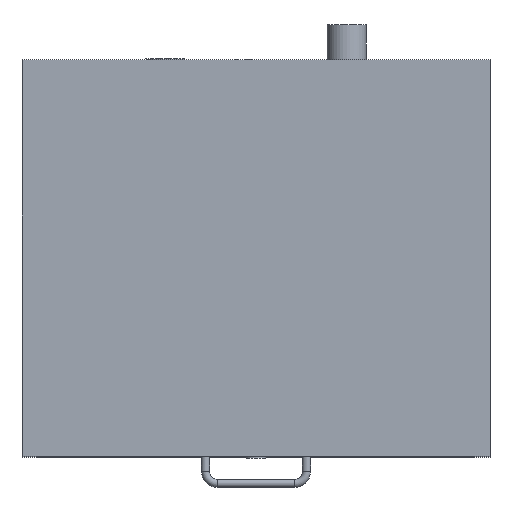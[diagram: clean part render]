
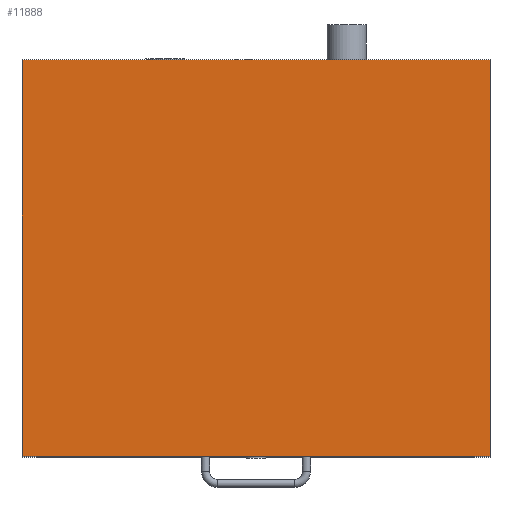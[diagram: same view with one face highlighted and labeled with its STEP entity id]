
A CAD part, top view. The second image highlights one B-rep face of the part: STEP entity #11888.
In plain terms, the highlighted planar face has unit normal (0, 0, 1).
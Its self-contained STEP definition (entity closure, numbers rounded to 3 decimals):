
#1416=FACE_OUTER_BOUND('',#2088,.T.);
#2088=EDGE_LOOP('',(#8386,#8387,#8388,#8389));
#2954=LINE('',#16059,#4210);
#2956=LINE('',#16063,#4212);
#2958=LINE('',#16067,#4214);
#2960=LINE('',#16070,#4216);
#4210=VECTOR('',#13495,10.);
#4212=VECTOR('',#13499,10.);
#4214=VECTOR('',#13503,10.);
#4216=VECTOR('',#13507,10.);
#5430=VERTEX_POINT('',#16056);
#5431=VERTEX_POINT('',#16058);
#5432=VERTEX_POINT('',#16062);
#5433=VERTEX_POINT('',#16066);
#6588=EDGE_CURVE('',#5431,#5430,#2954,.T.);
#6590=EDGE_CURVE('',#5432,#5431,#2956,.T.);
#6592=EDGE_CURVE('',#5433,#5432,#2958,.T.);
#6594=EDGE_CURVE('',#5430,#5433,#2960,.T.);
#8386=ORIENTED_EDGE('',*,*,#6594,.T.);
#8387=ORIENTED_EDGE('',*,*,#6592,.T.);
#8388=ORIENTED_EDGE('',*,*,#6590,.T.);
#8389=ORIENTED_EDGE('',*,*,#6588,.T.);
#11420=PLANE('',#12647);
#11888=ADVANCED_FACE('',(#1416),#11420,.T.);
#12647=AXIS2_PLACEMENT_3D('',#16071,#13508,#13509);
#13495=DIRECTION('',(0.,-1.,0.));
#13499=DIRECTION('',(-1.,0.,0.));
#13503=DIRECTION('',(0.,1.,0.));
#13507=DIRECTION('',(1.,0.,0.));
#13508=DIRECTION('center_axis',(0.,0.,1.));
#13509=DIRECTION('ref_axis',(1.,0.,0.));
#16056=CARTESIAN_POINT('',(-296.5,-251.25,300.44));
#16058=CARTESIAN_POINT('',(-296.5,251.25,300.44));
#16059=CARTESIAN_POINT('',(-296.5,251.25,300.44));
#16062=CARTESIAN_POINT('',(296.5,251.25,300.44));
#16063=CARTESIAN_POINT('',(296.5,251.25,300.44));
#16066=CARTESIAN_POINT('',(296.5,-251.25,300.44));
#16067=CARTESIAN_POINT('',(296.5,-251.25,300.44));
#16070=CARTESIAN_POINT('',(-296.5,-251.25,300.44));
#16071=CARTESIAN_POINT('Origin',(0.,0.,
300.44));
